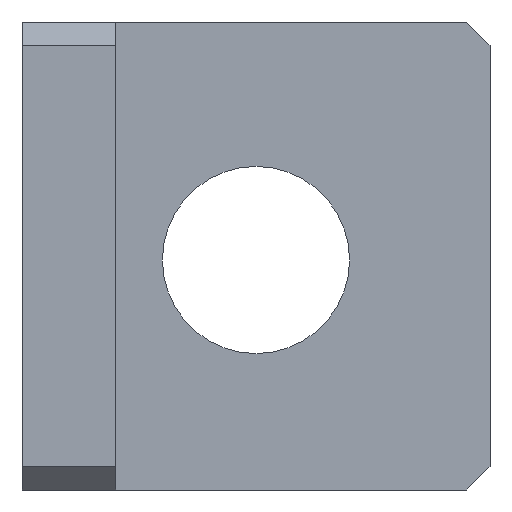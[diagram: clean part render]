
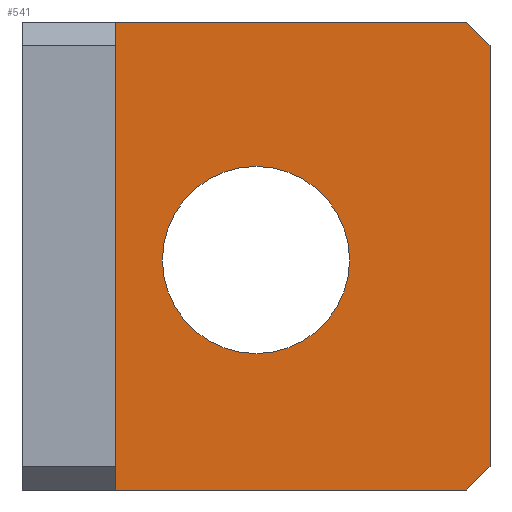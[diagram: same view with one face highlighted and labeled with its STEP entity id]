
A CAD part, left-side view. The second image highlights one B-rep face of the part: STEP entity #541.
In plain terms, the highlighted planar face has unit normal (-1, 0, 0).
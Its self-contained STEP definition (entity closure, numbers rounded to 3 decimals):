
#32 = PLANE('',#33);
#33 = AXIS2_PLACEMENT_3D('',#34,#35,#36);
#34 = CARTESIAN_POINT('',(0.,0.,0.));
#35 = DIRECTION('',(0.,0.,1.));
#36 = DIRECTION('',(1.,0.,0.));
#113 = VERTEX_POINT('',#114);
#114 = CARTESIAN_POINT('',(80.,80.,0.));
#128 = PLANE('',#129);
#129 = AXIS2_PLACEMENT_3D('',#130,#131,#132);
#130 = CARTESIAN_POINT('',(0.,80.,0.));
#131 = DIRECTION('',(0.,1.,0.));
#132 = DIRECTION('',(0.,0.,1.));
#140 = EDGE_CURVE('',#141,#113,#143,.T.);
#141 = VERTEX_POINT('',#142);
#142 = CARTESIAN_POINT('',(80.,5.,-0.));
#143 = SURFACE_CURVE('',#144,(#148,#155),.PCURVE_S1.);
#144 = LINE('',#145,#146);
#145 = CARTESIAN_POINT('',(80.,0.,0.));
#146 = VECTOR('',#147,1.);
#147 = DIRECTION('',(0.,1.,0.));
#148 = PCURVE('',#32,#149);
#149 = DEFINITIONAL_REPRESENTATION('',(#150),#154);
#150 = LINE('',#151,#152);
#151 = CARTESIAN_POINT('',(80.,0.));
#152 = VECTOR('',#153,1.);
#153 = DIRECTION('',(0.,1.));
#154 = ( GEOMETRIC_REPRESENTATION_CONTEXT(2) 
PARAMETRIC_REPRESENTATION_CONTEXT() REPRESENTATION_CONTEXT('2D SPACE',''
  ) );
#155 = PCURVE('',#156,#161);
#156 = PLANE('',#157);
#157 = AXIS2_PLACEMENT_3D('',#158,#159,#160);
#158 = CARTESIAN_POINT('',(80.,0.,0.));
#159 = DIRECTION('',(1.,0.,0.));
#160 = DIRECTION('',(0.,0.,1.));
#161 = DEFINITIONAL_REPRESENTATION('',(#162),#166);
#162 = LINE('',#163,#164);
#163 = CARTESIAN_POINT('',(0.,0.));
#164 = VECTOR('',#165,1.);
#165 = DIRECTION('',(0.,-1.));
#166 = ( GEOMETRIC_REPRESENTATION_CONTEXT(2) 
PARAMETRIC_REPRESENTATION_CONTEXT() REPRESENTATION_CONTEXT('2D SPACE',''
  ) );
#182 = PLANE('',#183);
#183 = AXIS2_PLACEMENT_3D('',#184,#185,#186);
#184 = CARTESIAN_POINT('',(80.,2.5,2.5));
#185 = DIRECTION('',(0.,-0.707,-0.707));
#186 = DIRECTION('',(1.,0.,0.));
#215 = PLANE('',#216);
#216 = AXIS2_PLACEMENT_3D('',#217,#218,#219);
#217 = CARTESIAN_POINT('',(0.,0.,0.));
#218 = DIRECTION('',(0.,1.,0.));
#219 = DIRECTION('',(0.,0.,1.));
#288 = PLANE('',#289);
#289 = AXIS2_PLACEMENT_3D('',#290,#291,#292);
#290 = CARTESIAN_POINT('',(0.,0.,100.));
#291 = DIRECTION('',(0.,0.,1.));
#292 = DIRECTION('',(1.,0.,0.));
#314 = PLANE('',#315);
#315 = AXIS2_PLACEMENT_3D('',#316,#317,#318);
#316 = CARTESIAN_POINT('',(80.,2.5,97.5));
#317 = DIRECTION('',(0.,0.707,-0.707));
#318 = DIRECTION('',(1.,0.,0.));
#345 = CYLINDRICAL_SURFACE('',#346,19.992);
#346 = AXIS2_PLACEMENT_3D('',#347,#348,#349);
#347 = CARTESIAN_POINT('',(100.,50.,49.147));
#348 = DIRECTION('',(1.,0.,0.));
#349 = DIRECTION('',(0.,1.,0.));
#360 = EDGE_CURVE('',#141,#361,#363,.T.);
#361 = VERTEX_POINT('',#362);
#362 = CARTESIAN_POINT('',(80.,-0.,5.));
#363 = SURFACE_CURVE('',#364,(#368,#375),.PCURVE_S1.);
#364 = LINE('',#365,#366);
#365 = CARTESIAN_POINT('',(80.,2.5,2.5));
#366 = VECTOR('',#367,1.);
#367 = DIRECTION('',(0.,-0.707,0.707));
#368 = PCURVE('',#182,#369);
#369 = DEFINITIONAL_REPRESENTATION('',(#370),#374);
#370 = LINE('',#371,#372);
#371 = CARTESIAN_POINT('',(0.,0.));
#372 = VECTOR('',#373,1.);
#373 = DIRECTION('',(0.,1.));
#374 = ( GEOMETRIC_REPRESENTATION_CONTEXT(2) 
PARAMETRIC_REPRESENTATION_CONTEXT() REPRESENTATION_CONTEXT('2D SPACE',''
  ) );
#375 = PCURVE('',#156,#376);
#376 = DEFINITIONAL_REPRESENTATION('',(#377),#381);
#377 = LINE('',#378,#379);
#378 = CARTESIAN_POINT('',(2.5,-2.5));
#379 = VECTOR('',#380,1.);
#380 = DIRECTION('',(0.707,0.707));
#381 = ( GEOMETRIC_REPRESENTATION_CONTEXT(2) 
PARAMETRIC_REPRESENTATION_CONTEXT() REPRESENTATION_CONTEXT('2D SPACE',''
  ) );
#541 = ADVANCED_FACE('',(#542,#636),#156,.F.);
#542 = FACE_BOUND('',#543,.F.);
#543 = EDGE_LOOP('',(#544,#567,#568,#569,#592,#615));
#544 = ORIENTED_EDGE('',*,*,#545,.F.);
#545 = EDGE_CURVE('',#361,#546,#548,.T.);
#546 = VERTEX_POINT('',#547);
#547 = CARTESIAN_POINT('',(80.,-0.,95.));
#548 = SURFACE_CURVE('',#549,(#553,#560),.PCURVE_S1.);
#549 = LINE('',#550,#551);
#550 = CARTESIAN_POINT('',(80.,0.,0.));
#551 = VECTOR('',#552,1.);
#552 = DIRECTION('',(0.,0.,1.));
#553 = PCURVE('',#156,#554);
#554 = DEFINITIONAL_REPRESENTATION('',(#555),#559);
#555 = LINE('',#556,#557);
#556 = CARTESIAN_POINT('',(0.,0.));
#557 = VECTOR('',#558,1.);
#558 = DIRECTION('',(1.,0.));
#559 = ( GEOMETRIC_REPRESENTATION_CONTEXT(2) 
PARAMETRIC_REPRESENTATION_CONTEXT() REPRESENTATION_CONTEXT('2D SPACE',''
  ) );
#560 = PCURVE('',#215,#561);
#561 = DEFINITIONAL_REPRESENTATION('',(#562),#566);
#562 = LINE('',#563,#564);
#563 = CARTESIAN_POINT('',(0.,80.));
#564 = VECTOR('',#565,1.);
#565 = DIRECTION('',(1.,0.));
#566 = ( GEOMETRIC_REPRESENTATION_CONTEXT(2) 
PARAMETRIC_REPRESENTATION_CONTEXT() REPRESENTATION_CONTEXT('2D SPACE',''
  ) );
#567 = ORIENTED_EDGE('',*,*,#360,.F.);
#568 = ORIENTED_EDGE('',*,*,#140,.T.);
#569 = ORIENTED_EDGE('',*,*,#570,.T.);
#570 = EDGE_CURVE('',#113,#571,#573,.T.);
#571 = VERTEX_POINT('',#572);
#572 = CARTESIAN_POINT('',(80.,80.,100.));
#573 = SURFACE_CURVE('',#574,(#578,#585),.PCURVE_S1.);
#574 = LINE('',#575,#576);
#575 = CARTESIAN_POINT('',(80.,80.,0.));
#576 = VECTOR('',#577,1.);
#577 = DIRECTION('',(0.,0.,1.));
#578 = PCURVE('',#156,#579);
#579 = DEFINITIONAL_REPRESENTATION('',(#580),#584);
#580 = LINE('',#581,#582);
#581 = CARTESIAN_POINT('',(0.,-80.));
#582 = VECTOR('',#583,1.);
#583 = DIRECTION('',(1.,0.));
#584 = ( GEOMETRIC_REPRESENTATION_CONTEXT(2) 
PARAMETRIC_REPRESENTATION_CONTEXT() REPRESENTATION_CONTEXT('2D SPACE',''
  ) );
#585 = PCURVE('',#128,#586);
#586 = DEFINITIONAL_REPRESENTATION('',(#587),#591);
#587 = LINE('',#588,#589);
#588 = CARTESIAN_POINT('',(0.,80.));
#589 = VECTOR('',#590,1.);
#590 = DIRECTION('',(1.,0.));
#591 = ( GEOMETRIC_REPRESENTATION_CONTEXT(2) 
PARAMETRIC_REPRESENTATION_CONTEXT() REPRESENTATION_CONTEXT('2D SPACE',''
  ) );
#592 = ORIENTED_EDGE('',*,*,#593,.F.);
#593 = EDGE_CURVE('',#594,#571,#596,.T.);
#594 = VERTEX_POINT('',#595);
#595 = CARTESIAN_POINT('',(80.,5.,100.));
#596 = SURFACE_CURVE('',#597,(#601,#608),.PCURVE_S1.);
#597 = LINE('',#598,#599);
#598 = CARTESIAN_POINT('',(80.,0.,100.));
#599 = VECTOR('',#600,1.);
#600 = DIRECTION('',(0.,1.,0.));
#601 = PCURVE('',#156,#602);
#602 = DEFINITIONAL_REPRESENTATION('',(#603),#607);
#603 = LINE('',#604,#605);
#604 = CARTESIAN_POINT('',(100.,0.));
#605 = VECTOR('',#606,1.);
#606 = DIRECTION('',(0.,-1.));
#607 = ( GEOMETRIC_REPRESENTATION_CONTEXT(2) 
PARAMETRIC_REPRESENTATION_CONTEXT() REPRESENTATION_CONTEXT('2D SPACE',''
  ) );
#608 = PCURVE('',#288,#609);
#609 = DEFINITIONAL_REPRESENTATION('',(#610),#614);
#610 = LINE('',#611,#612);
#611 = CARTESIAN_POINT('',(80.,0.));
#612 = VECTOR('',#613,1.);
#613 = DIRECTION('',(0.,1.));
#614 = ( GEOMETRIC_REPRESENTATION_CONTEXT(2) 
PARAMETRIC_REPRESENTATION_CONTEXT() REPRESENTATION_CONTEXT('2D SPACE',''
  ) );
#615 = ORIENTED_EDGE('',*,*,#616,.T.);
#616 = EDGE_CURVE('',#594,#546,#617,.T.);
#617 = SURFACE_CURVE('',#618,(#622,#629),.PCURVE_S1.);
#618 = LINE('',#619,#620);
#619 = CARTESIAN_POINT('',(80.,-22.5,72.5));
#620 = VECTOR('',#621,1.);
#621 = DIRECTION('',(0.,-0.707,-0.707));
#622 = PCURVE('',#156,#623);
#623 = DEFINITIONAL_REPRESENTATION('',(#624),#628);
#624 = LINE('',#625,#626);
#625 = CARTESIAN_POINT('',(72.5,22.5));
#626 = VECTOR('',#627,1.);
#627 = DIRECTION('',(-0.707,0.707));
#628 = ( GEOMETRIC_REPRESENTATION_CONTEXT(2) 
PARAMETRIC_REPRESENTATION_CONTEXT() REPRESENTATION_CONTEXT('2D SPACE',''
  ) );
#629 = PCURVE('',#314,#630);
#630 = DEFINITIONAL_REPRESENTATION('',(#631),#635);
#631 = LINE('',#632,#633);
#632 = CARTESIAN_POINT('',(0.,35.355));
#633 = VECTOR('',#634,1.);
#634 = DIRECTION('',(0.,1.));
#635 = ( GEOMETRIC_REPRESENTATION_CONTEXT(2) 
PARAMETRIC_REPRESENTATION_CONTEXT() REPRESENTATION_CONTEXT('2D SPACE',''
  ) );
#636 = FACE_BOUND('',#637,.F.);
#637 = EDGE_LOOP('',(#638));
#638 = ORIENTED_EDGE('',*,*,#639,.F.);
#639 = EDGE_CURVE('',#640,#640,#642,.T.);
#640 = VERTEX_POINT('',#641);
#641 = CARTESIAN_POINT('',(80.,69.992,49.147));
#642 = SURFACE_CURVE('',#643,(#648,#655),.PCURVE_S1.);
#643 = CIRCLE('',#644,19.992);
#644 = AXIS2_PLACEMENT_3D('',#645,#646,#647);
#645 = CARTESIAN_POINT('',(80.,50.,49.147));
#646 = DIRECTION('',(1.,0.,0.));
#647 = DIRECTION('',(0.,1.,0.));
#648 = PCURVE('',#156,#649);
#649 = DEFINITIONAL_REPRESENTATION('',(#650),#654);
#650 = CIRCLE('',#651,19.992);
#651 = AXIS2_PLACEMENT_2D('',#652,#653);
#652 = CARTESIAN_POINT('',(49.147,-50.));
#653 = DIRECTION('',(0.,-1.));
#654 = ( GEOMETRIC_REPRESENTATION_CONTEXT(2) 
PARAMETRIC_REPRESENTATION_CONTEXT() REPRESENTATION_CONTEXT('2D SPACE',''
  ) );
#655 = PCURVE('',#345,#656);
#656 = DEFINITIONAL_REPRESENTATION('',(#657),#661);
#657 = LINE('',#658,#659);
#658 = CARTESIAN_POINT('',(0.,-20.));
#659 = VECTOR('',#660,1.);
#660 = DIRECTION('',(1.,0.));
#661 = ( GEOMETRIC_REPRESENTATION_CONTEXT(2) 
PARAMETRIC_REPRESENTATION_CONTEXT() REPRESENTATION_CONTEXT('2D SPACE',''
  ) );
